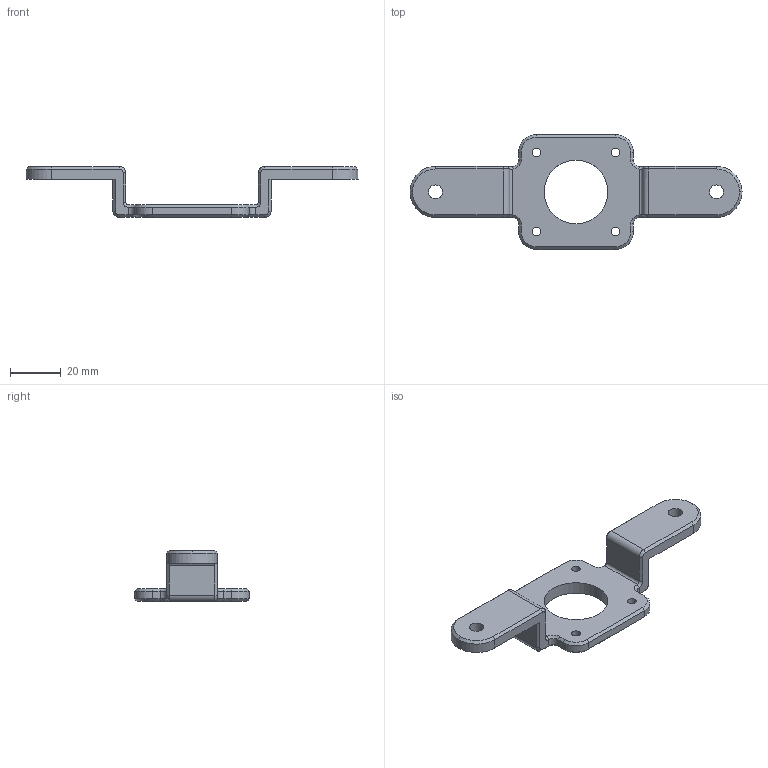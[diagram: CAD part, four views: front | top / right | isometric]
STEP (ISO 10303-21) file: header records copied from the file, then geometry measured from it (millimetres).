
FILE_DESCRIPTION(('FreeCAD Model'),'2;1');
FILE_NAME('Open CASCADE Shape Model','2025-06-02T16:25:54',('FreeCAD'),( 'FreeCAD'),'Open CASCADE STEP processor 7.7','FreeCAD','Unknown');
FILE_SCHEMA(('AUTOMOTIVE_DESIGN { 1 0 10303 214 1 1 1 1 }'));
Length unit declared in the file: millimetre
Products named in the file (1): Open CASCADE STEP translator 7.7 18
Bounding box: 130.2 x 45 x 20 mm (x, y, z)
Volume: 17660.1 mm3; surface area: 9509.7 mm2
Topology: 1 solids, 1 shells, 113 faces, 271 edges, 164 vertices
Faces by surface type: plane 52, cylinder 25, cone 24, bspline 8, revolution 4
Full cylindrical faces by diameter (mm): 3.4 x4, 5.5 x6, 25 x1
Entity records: 3409 total; most frequent: CARTESIAN_POINT 761, ORIENTED_EDGE 542, DIRECTION 537, EDGE_CURVE 271, AXIS2_PLACEMENT_3D 180, LINE 173, VECTOR 173, VERTEX_POINT 164
